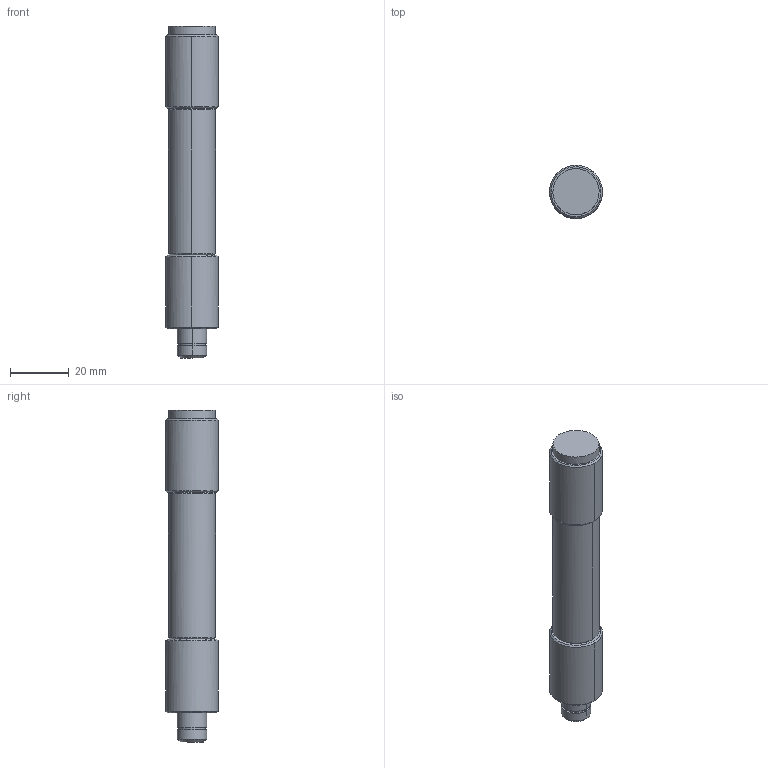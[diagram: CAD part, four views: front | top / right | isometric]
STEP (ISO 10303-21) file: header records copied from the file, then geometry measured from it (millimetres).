
FILE_DESCRIPTION((''),'2;1');
FILE_NAME('','2005-04-20T09:47:00',(''),(''),'','CADfix','');
FILE_SCHEMA(('AUTOMOTIVE_DESIGN'));
Length unit declared in the file: millimetre
Products named in the file (4): collar_A; shaft; collar_B; TH_56_2_11420_36
Assembly tree (4 placements, depth 2):
  TH_56_2_11420_36
    collar_A  x2
    shaft
    collar_B
Bounding box: 18 x 18 x 113 mm (x, y, z)
Volume: 24135.2 mm3; surface area: 13340.9 mm2
Topology: 4 solids, 4 shells, 44 faces, 146 edges, 114 vertices
Faces by surface type: bspline 44
Entity records: 1552 total; most frequent: CARTESIAN_POINT 864, ORIENTED_EDGE 222, EDGE_CURVE 111, VERTEX_POINT 87, EDGE_LOOP 42, FACE_OUTER_BOUND 34, ADVANCED_FACE 34, DIRECTION 24
